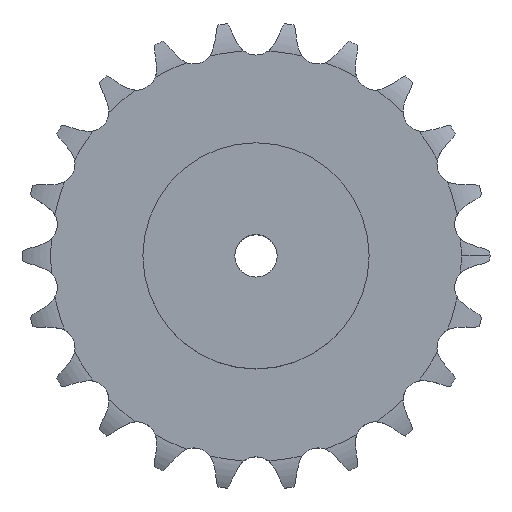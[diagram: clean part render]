
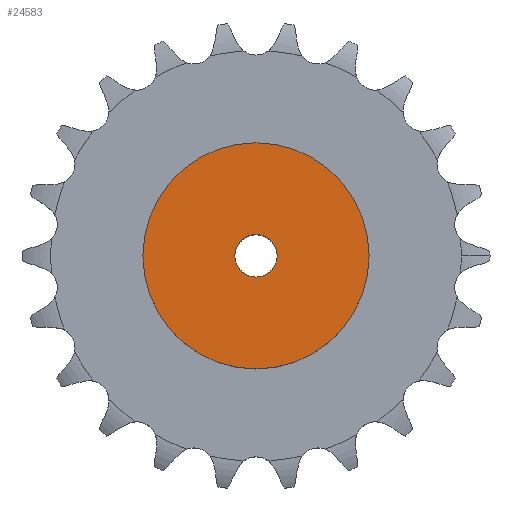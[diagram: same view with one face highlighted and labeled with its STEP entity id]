
A CAD part, top view. The second image highlights one B-rep face of the part: STEP entity #24583.
In plain terms, the highlighted planar face has unit normal (0, 0, 1).
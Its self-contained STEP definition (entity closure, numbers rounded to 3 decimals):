
#3144 = CYLINDRICAL_SURFACE('',#3145,80.);
#3145 = AXIS2_PLACEMENT_3D('',#3146,#3147,#3148);
#3146 = CARTESIAN_POINT('',(0.,0.,0.));
#3147 = DIRECTION('',(-0.,-0.,-1.));
#3148 = DIRECTION('',(1.,0.,0.));
#15688 = VERTEX_POINT('',#15689);
#15689 = CARTESIAN_POINT('',(80.,0.,75.));
#15710 = EDGE_CURVE('',#15688,#15688,#15711,.T.);
#15711 = SURFACE_CURVE('',#15712,(#15717,#15724),.PCURVE_S1.);
#15712 = CIRCLE('',#15713,80.);
#15713 = AXIS2_PLACEMENT_3D('',#15714,#15715,#15716);
#15714 = CARTESIAN_POINT('',(0.,0.,75.));
#15715 = DIRECTION('',(0.,0.,1.));
#15716 = DIRECTION('',(1.,0.,0.));
#15717 = PCURVE('',#3144,#15718);
#15718 = DEFINITIONAL_REPRESENTATION('',(#15719),#15723);
#15719 = LINE('',#15720,#15721);
#15720 = CARTESIAN_POINT('',(-0.,-75.));
#15721 = VECTOR('',#15722,1.);
#15722 = DIRECTION('',(-1.,0.));
#15723 = ( GEOMETRIC_REPRESENTATION_CONTEXT(2) 
PARAMETRIC_REPRESENTATION_CONTEXT() REPRESENTATION_CONTEXT('2D SPACE',''
  ) );
#15724 = PCURVE('',#15725,#15730);
#15725 = PLANE('',#15726);
#15726 = AXIS2_PLACEMENT_3D('',#15727,#15728,#15729);
#15727 = CARTESIAN_POINT('',(0.,0.,75.)
  );
#15728 = DIRECTION('',(0.,0.,1.));
#15729 = DIRECTION('',(1.,0.,0.));
#15730 = DEFINITIONAL_REPRESENTATION('',(#15731),#15735);
#15731 = CIRCLE('',#15732,80.);
#15732 = AXIS2_PLACEMENT_2D('',#15733,#15734);
#15733 = CARTESIAN_POINT('',(0.,0.));
#15734 = DIRECTION('',(1.,0.));
#15735 = ( GEOMETRIC_REPRESENTATION_CONTEXT(2) 
PARAMETRIC_REPRESENTATION_CONTEXT() REPRESENTATION_CONTEXT('2D SPACE',''
  ) );
#20996 = CYLINDRICAL_SURFACE('',#20997,15.);
#20997 = AXIS2_PLACEMENT_3D('',#20998,#20999,#21000);
#20998 = CARTESIAN_POINT('',(0.,0.,510.534));
#20999 = DIRECTION('',(0.,0.,1.));
#21000 = DIRECTION('',(1.,0.,0.));
#24583 = ADVANCED_FACE('',(#24584,#24587),#15725,.T.);
#24584 = FACE_BOUND('',#24585,.T.);
#24585 = EDGE_LOOP('',(#24586));
#24586 = ORIENTED_EDGE('',*,*,#15710,.T.);
#24587 = FACE_BOUND('',#24588,.T.);
#24588 = EDGE_LOOP('',(#24589));
#24589 = ORIENTED_EDGE('',*,*,#24590,.F.);
#24590 = EDGE_CURVE('',#24591,#24591,#24593,.T.);
#24591 = VERTEX_POINT('',#24592);
#24592 = CARTESIAN_POINT('',(15.,0.,75.));
#24593 = SURFACE_CURVE('',#24594,(#24599,#24606),.PCURVE_S1.);
#24594 = CIRCLE('',#24595,15.);
#24595 = AXIS2_PLACEMENT_3D('',#24596,#24597,#24598);
#24596 = CARTESIAN_POINT('',(0.,0.,75.));
#24597 = DIRECTION('',(0.,0.,1.));
#24598 = DIRECTION('',(1.,0.,0.));
#24599 = PCURVE('',#15725,#24600);
#24600 = DEFINITIONAL_REPRESENTATION('',(#24601),#24605);
#24601 = CIRCLE('',#24602,15.);
#24602 = AXIS2_PLACEMENT_2D('',#24603,#24604);
#24603 = CARTESIAN_POINT('',(0.,0.));
#24604 = DIRECTION('',(1.,0.));
#24605 = ( GEOMETRIC_REPRESENTATION_CONTEXT(2) 
PARAMETRIC_REPRESENTATION_CONTEXT() REPRESENTATION_CONTEXT('2D SPACE',''
  ) );
#24606 = PCURVE('',#20996,#24607);
#24607 = DEFINITIONAL_REPRESENTATION('',(#24608),#24612);
#24608 = LINE('',#24609,#24610);
#24609 = CARTESIAN_POINT('',(0.,-435.534));
#24610 = VECTOR('',#24611,1.);
#24611 = DIRECTION('',(1.,0.));
#24612 = ( GEOMETRIC_REPRESENTATION_CONTEXT(2) 
PARAMETRIC_REPRESENTATION_CONTEXT() REPRESENTATION_CONTEXT('2D SPACE',''
  ) );
